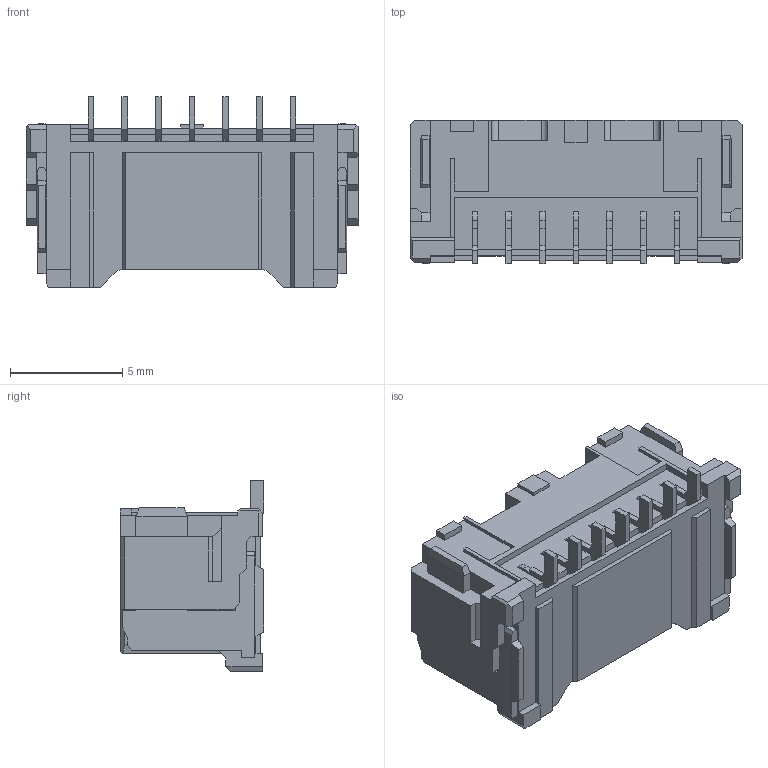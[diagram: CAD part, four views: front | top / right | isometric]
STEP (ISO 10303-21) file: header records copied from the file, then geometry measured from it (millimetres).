
FILE_DESCRIPTION((''),'2;1');
FILE_NAME('5025850770','2019-07-05T',('gga'),(''),'PRO/ENGINEER BY PARAMETRIC TECHNOLOGY CORPORATION, 2016010','PRO/ENGINEER BY PARAMETRIC TECHNOLOGY CORPORATION, 2016010','');
FILE_SCHEMA(('CONFIG_CONTROL_DESIGN'));
Length unit declared in the file: millimetre
Products named in the file (1): 5025850770
Bounding box: 14.8 x 6.4 x 8.5 mm (x, y, z)
Volume: 283.1 mm3; surface area: 806.3 mm2
Topology: 1 solids, 1 shells, 505 faces, 1512 edges, 1002 vertices
Faces by surface type: plane 460, cylinder 45
Entity records: 16705 total; most frequent: CARTESIAN_POINT 3061, ORIENTED_EDGE 2952, DIRECTION 2584, EDGE_CURVE 1476, VECTOR 1416, LINE 1416, VERTEX_POINT 966, AXIS2_PLACEMENT_3D 584
